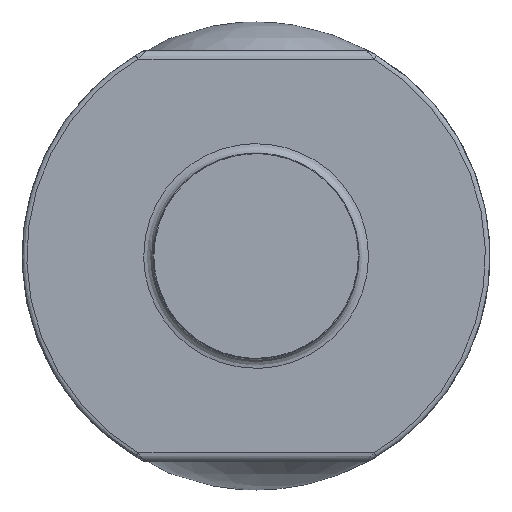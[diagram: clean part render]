
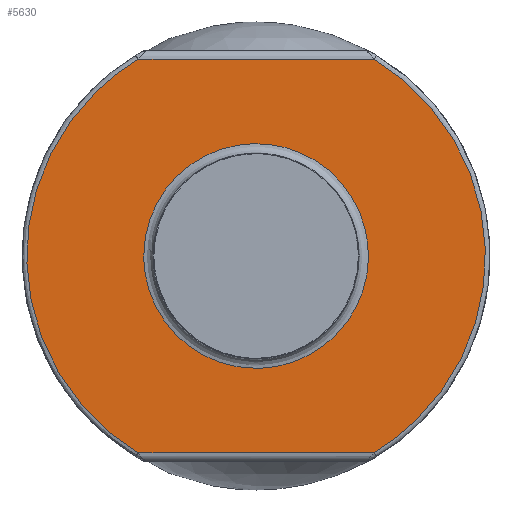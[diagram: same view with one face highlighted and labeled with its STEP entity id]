
A CAD part, front view. The second image highlights one B-rep face of the part: STEP entity #5630.
In plain terms, the highlighted free-form (B-spline) face has degree [1, 1] with [2, 2] control points.
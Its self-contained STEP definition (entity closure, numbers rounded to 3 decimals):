
#131 = VERTEX_POINT('',#132);
#132 = CARTESIAN_POINT('',(12.619,-52.5,-21.));
#229 = VERTEX_POINT('',#230);
#230 = CARTESIAN_POINT('',(-12.619,-52.5,-21.));
#483 = EDGE_CURVE('',#131,#229,#484,.T.);
#484 = B_SPLINE_CURVE_WITH_KNOTS('',1,(#485,#486),.UNSPECIFIED.,.F.,.F.,
  (2,2),(-3.737,-1.213),.PIECEWISE_BEZIER_KNOTS.);
#485 = CARTESIAN_POINT('',(12.619,-52.5,-21.));
#486 = CARTESIAN_POINT('',(-12.619,-52.5,-21.));
#778 = EDGE_CURVE('',#229,#779,#781,.T.);
#779 = VERTEX_POINT('',#780);
#780 = CARTESIAN_POINT('',(-12.619,-52.5,21.));
#781 = ( BOUNDED_CURVE() B_SPLINE_CURVE(2,(#782,#783,#784,#785,#786),
.UNSPECIFIED.,.F.,.F.) B_SPLINE_CURVE_WITH_KNOTS((3,2,3),(
-4.171,-3.142,-2.112),.UNSPECIFIED.) CURVE() 
GEOMETRIC_REPRESENTATION_ITEM() RATIONAL_B_SPLINE_CURVE((1.,
0.87,1.,0.87,1.)) REPRESENTATION_ITEM('') );
#782 = CARTESIAN_POINT('',(-12.619,-52.5,-21.));
#783 = CARTESIAN_POINT('',(-24.5,-52.5,-13.861));
#784 = CARTESIAN_POINT('',(-24.5,-52.5,0.));
#785 = CARTESIAN_POINT('',(-24.5,-52.5,13.861));
#786 = CARTESIAN_POINT('',(-12.619,-52.5,21.));
#985 = VERTEX_POINT('',#986);
#986 = CARTESIAN_POINT('',(12.619,-52.5,21.));
#1201 = EDGE_CURVE('',#779,#985,#1202,.T.);
#1202 = B_SPLINE_CURVE_WITH_KNOTS('',1,(#1203,#1204),.UNSPECIFIED.,.F.,
  .F.,(2,2),(-1.287,1.237),.PIECEWISE_BEZIER_KNOTS.);
#1203 = CARTESIAN_POINT('',(-12.619,-52.5,21.));
#1204 = CARTESIAN_POINT('',(12.619,-52.5,21.));
#5576 = VERTEX_POINT('',#5577);
#5577 = CARTESIAN_POINT('',(0.,-52.5,-12.));
#5583 = EDGE_CURVE('',#5584,#5576,#5586,.T.);
#5584 = VERTEX_POINT('',#5585);
#5585 = CARTESIAN_POINT('',(-12.,-52.5,0.));
#5586 = ( BOUNDED_CURVE() B_SPLINE_CURVE(2,(#5587,#5588,#5589,#5590,
#5591,#5592,#5593),.UNSPECIFIED.,.F.,.F.) B_SPLINE_CURVE_WITH_KNOTS((3,2
    ,2,3),(-3.142,-1.571,0.,1.571),
.UNSPECIFIED.) CURVE() GEOMETRIC_REPRESENTATION_ITEM() 
RATIONAL_B_SPLINE_CURVE((1.,0.707,1.,0.707,1.,
0.707,1.)) REPRESENTATION_ITEM('') );
#5587 = CARTESIAN_POINT('',(-12.,-52.5,0.));
#5588 = CARTESIAN_POINT('',(-12.,-52.5,12.));
#5589 = CARTESIAN_POINT('',(0.,-52.5,12.));
#5590 = CARTESIAN_POINT('',(12.,-52.5,12.));
#5591 = CARTESIAN_POINT('',(12.,-52.5,0.));
#5592 = CARTESIAN_POINT('',(12.,-52.5,-12.));
#5593 = CARTESIAN_POINT('',(0.,-52.5,-12.));
#5595 = EDGE_CURVE('',#5576,#5584,#5596,.T.);
#5596 = ( BOUNDED_CURVE() B_SPLINE_CURVE(2,(#5597,#5598,#5599),
.UNSPECIFIED.,.F.,.F.) B_SPLINE_CURVE_WITH_KNOTS((3,3),(1.571,
3.142),.PIECEWISE_BEZIER_KNOTS.) CURVE() 
GEOMETRIC_REPRESENTATION_ITEM() RATIONAL_B_SPLINE_CURVE((1.,
0.707,1.)) REPRESENTATION_ITEM('') );
#5597 = CARTESIAN_POINT('',(0.,-52.5,-12.));
#5598 = CARTESIAN_POINT('',(-12.,-52.5,-12.));
#5599 = CARTESIAN_POINT('',(-12.,-52.5,0.));
#5630 = ADVANCED_FACE('',(#5631,#5644),#5648,.T.);
#5631 = FACE_BOUND('',#5632,.T.);
#5632 = EDGE_LOOP('',(#5633,#5634,#5642,#5643));
#5633 = ORIENTED_EDGE('',*,*,#483,.F.);
#5634 = ORIENTED_EDGE('',*,*,#5635,.F.);
#5635 = EDGE_CURVE('',#985,#131,#5636,.T.);
#5636 = ( BOUNDED_CURVE() B_SPLINE_CURVE(2,(#5637,#5638,#5639,#5640,
#5641),.UNSPECIFIED.,.F.,.F.) B_SPLINE_CURVE_WITH_KNOTS((3,2,3),(
-7.313,-6.283,-5.253),.UNSPECIFIED.) CURVE() 
GEOMETRIC_REPRESENTATION_ITEM() RATIONAL_B_SPLINE_CURVE((1.,
0.87,1.,0.87,1.)) REPRESENTATION_ITEM('') );
#5637 = CARTESIAN_POINT('',(12.619,-52.5,21.));
#5638 = CARTESIAN_POINT('',(24.5,-52.5,13.861));
#5639 = CARTESIAN_POINT('',(24.5,-52.5,0.));
#5640 = CARTESIAN_POINT('',(24.5,-52.5,-13.861));
#5641 = CARTESIAN_POINT('',(12.619,-52.5,-21.));
#5642 = ORIENTED_EDGE('',*,*,#1201,.F.);
#5643 = ORIENTED_EDGE('',*,*,#778,.F.);
#5644 = FACE_BOUND('',#5645,.T.);
#5645 = EDGE_LOOP('',(#5646,#5647));
#5646 = ORIENTED_EDGE('',*,*,#5583,.T.);
#5647 = ORIENTED_EDGE('',*,*,#5595,.T.);
#5648 = B_SPLINE_SURFACE_WITH_KNOTS('',1,1,(
    (#5649,#5650)
    ,(#5651,#5652
    )),.UNSPECIFIED.,.F.,.F.,.F.,(2,2),(2,2),(-2.1,2.1),(
    0.,4.9),.PIECEWISE_BEZIER_KNOTS.);
#5649 = CARTESIAN_POINT('',(-24.5,-52.5,21.));
#5650 = CARTESIAN_POINT('',(24.5,-52.5,21.));
#5651 = CARTESIAN_POINT('',(-24.5,-52.5,-21.));
#5652 = CARTESIAN_POINT('',(24.5,-52.5,-21.));
